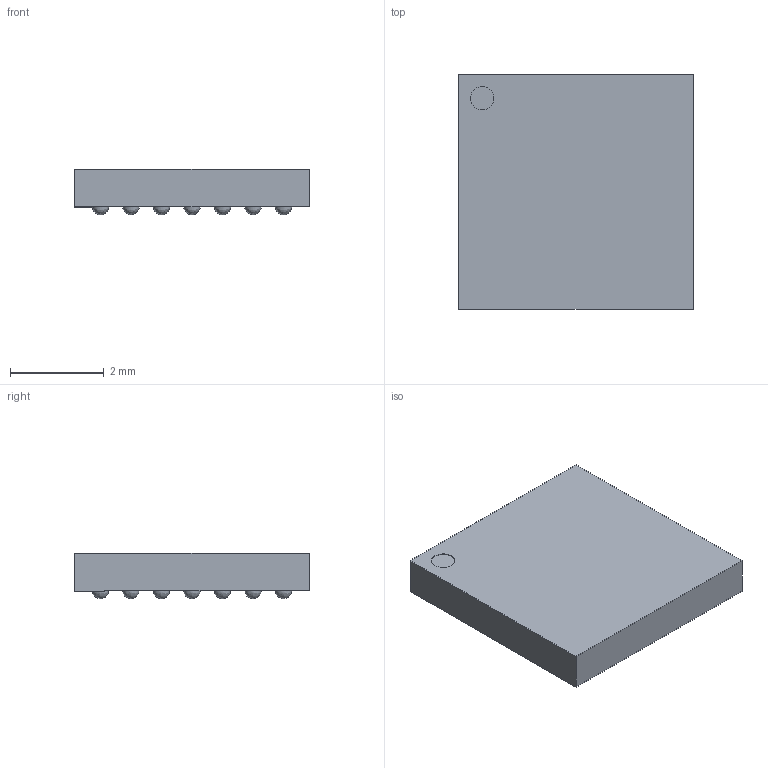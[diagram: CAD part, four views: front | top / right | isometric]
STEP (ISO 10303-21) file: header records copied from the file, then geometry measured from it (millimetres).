
FILE_DESCRIPTION (( 'STEP AP214' ), '1' );
FILE_NAME ('User Library-VFBGA-49.STEP', '2017-08-15T07:35:49', ( 'Windows User' ), ( '' ), 'SwSTEP 2.0', 'SolidWorks 2017', '' );
FILE_SCHEMA (( 'AUTOMOTIVE_DESIGN' ));
Length unit declared in the file: millimetre
Products named in the file (1): User Library-VFBGA-49
Bounding box: 5 x 5 x 0.97 mm (x, y, z)
Volume: 20.5 mm3; surface area: 70.8 mm2
Topology: 1 solids, 1 shells, 60 faces, 269 edges, 163 vertices
Faces by surface type: bspline 49, plane 9, cylinder 2
Entity records: 4230 total; most frequent: CARTESIAN_POINT 2012, ORIENTED_EDGE 342, DIRECTION 248, EDGE_CURVE 171, VERTEX_POINT 163, AXIS2_PLACEMENT_3D 114, EDGE_LOOP 110, CIRCLE 102
